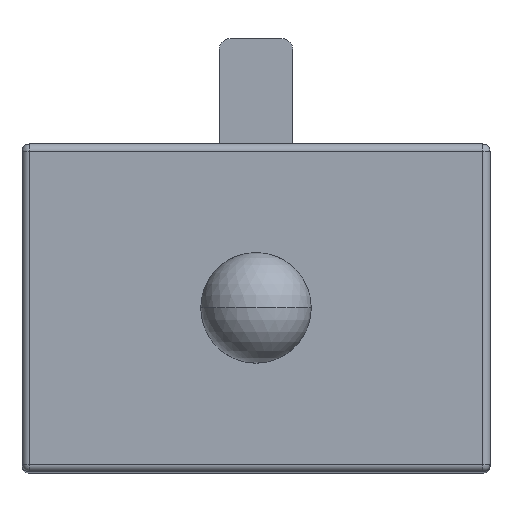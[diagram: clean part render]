
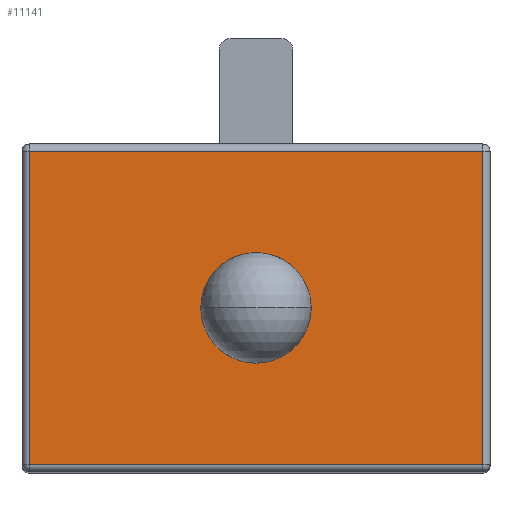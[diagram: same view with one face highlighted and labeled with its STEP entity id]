
A CAD part, top view. The second image highlights one B-rep face of the part: STEP entity #11141.
In plain terms, the highlighted planar face has unit normal (0, 0, 1).
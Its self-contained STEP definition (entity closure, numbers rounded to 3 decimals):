
#69 = PLANE ( 'NONE',  #3360 ) ;
#107 = EDGE_LOOP ( 'NONE', ( #4244, #11713, #2646, #13769 ) ) ;
#391 = AXIS2_PLACEMENT_3D ( 'NONE', #10886, #4097, #9995 ) ;
#416 = VERTEX_POINT ( 'NONE', #9269 ) ;
#1249 = VERTEX_POINT ( 'NONE', #3384 ) ;
#1399 = CARTESIAN_POINT ( 'NONE',  ( -37.398, 7.143, 23.2 ) ) ;
#1443 = CARTESIAN_POINT ( 'NONE',  ( -37.598, 15.843, 23.2 ) ) ;
#1616 = LINE ( 'NONE', #5034, #10835 ) ;
#2175 = LINE ( 'NONE', #5809, #2543 ) ;
#2448 = DIRECTION ( 'NONE',  ( 0., -1., 0. ) ) ;
#2543 = VECTOR ( 'NONE', #10368, 1000. ) ;
#2646 = ORIENTED_EDGE ( 'NONE', *, *, #5118, .T. ) ;
#2715 = VERTEX_POINT ( 'NONE', #8056 ) ;
#2716 = CARTESIAN_POINT ( 'NONE',  ( -31.248, 11.593, 23.2 ) ) ;
#2812 = DIRECTION ( 'NONE',  ( 0., -1., 0. ) ) ;
#3285 = EDGE_CURVE ( 'NONE', #2715, #13350, #1616, .T. ) ;
#3360 = AXIS2_PLACEMENT_3D ( 'NONE', #5943, #14125, #2812 ) ;
#3384 = CARTESIAN_POINT ( 'NONE',  ( -32.748, 11.593, 23.2 ) ) ;
#3682 = LINE ( 'NONE', #1443, #13909 ) ;
#3794 = AXIS2_PLACEMENT_3D ( 'NONE', #2716, #10911, #11954 ) ;
#4097 = DIRECTION ( 'NONE',  ( 0., 0., 1. ) ) ;
#4201 = CIRCLE ( 'NONE', #391, 1.5 ) ;
#4244 = ORIENTED_EDGE ( 'NONE', *, *, #6929, .T. ) ;
#5034 = CARTESIAN_POINT ( 'NONE',  ( -25.098, 16.043, 23.2 ) ) ;
#5118 = EDGE_CURVE ( 'NONE', #13350, #416, #3682, .T. ) ;
#5730 = FACE_BOUND ( 'NONE', #12893, .T. ) ;
#5809 = CARTESIAN_POINT ( 'NONE',  ( -24.898, 7.343, 23.2 ) ) ;
#5943 = CARTESIAN_POINT ( 'NONE',  ( -37.598, 16.043, 23.2 ) ) ;
#5983 = DIRECTION ( 'NONE',  ( -1., 0., 0. ) ) ;
#6075 = LINE ( 'NONE', #1399, #10635 ) ;
#6820 = EDGE_CURVE ( 'NONE', #12186, #1249, #4201, .T. ) ;
#6929 = EDGE_CURVE ( 'NONE', #14556, #2715, #2175, .T. ) ;
#7570 = EDGE_CURVE ( 'NONE', #416, #14556, #6075, .T. ) ;
#7808 = CARTESIAN_POINT ( 'NONE',  ( -37.398, 7.343, 23.2 ) ) ;
#8056 = CARTESIAN_POINT ( 'NONE',  ( -25.098, 7.343, 23.2 ) ) ;
#8296 = ORIENTED_EDGE ( 'NONE', *, *, #6820, .F. ) ;
#9215 = EDGE_CURVE ( 'NONE', #1249, #12186, #11185, .T. ) ;
#9269 = CARTESIAN_POINT ( 'NONE',  ( -37.398, 15.843, 23.2 ) ) ;
#9995 = DIRECTION ( 'NONE',  ( 1., 0., 0. ) ) ;
#10288 = FACE_OUTER_BOUND ( 'NONE', #107, .T. ) ;
#10368 = DIRECTION ( 'NONE',  ( 1., 0., 0. ) ) ;
#10450 = CARTESIAN_POINT ( 'NONE',  ( -29.748, 11.593, 23.2 ) ) ;
#10635 = VECTOR ( 'NONE', #2448, 1000. ) ;
#10807 = ORIENTED_EDGE ( 'NONE', *, *, #9215, .F. ) ;
#10835 = VECTOR ( 'NONE', #13156, 1000. ) ;
#10886 = CARTESIAN_POINT ( 'NONE',  ( -31.248, 11.593, 23.2 ) ) ;
#10911 = DIRECTION ( 'NONE',  ( 0., 0., 1. ) ) ;
#11141 = ADVANCED_FACE ( 'NONE', ( #5730, #10288 ), #69, .F. ) ;
#11185 = CIRCLE ( 'NONE', #3794, 1.5 ) ;
#11497 = CARTESIAN_POINT ( 'NONE',  ( -25.098, 15.843, 23.2 ) ) ;
#11713 = ORIENTED_EDGE ( 'NONE', *, *, #3285, .T. ) ;
#11954 = DIRECTION ( 'NONE',  ( 1., 0., 0. ) ) ;
#12186 = VERTEX_POINT ( 'NONE', #10450 ) ;
#12893 = EDGE_LOOP ( 'NONE', ( #8296, #10807 ) ) ;
#13156 = DIRECTION ( 'NONE',  ( 0., 1., 0. ) ) ;
#13350 = VERTEX_POINT ( 'NONE', #11497 ) ;
#13769 = ORIENTED_EDGE ( 'NONE', *, *, #7570, .T. ) ;
#13909 = VECTOR ( 'NONE', #5983, 1000. ) ;
#14125 = DIRECTION ( 'NONE',  ( 0., 0., -1. ) ) ;
#14556 = VERTEX_POINT ( 'NONE', #7808 ) ;
